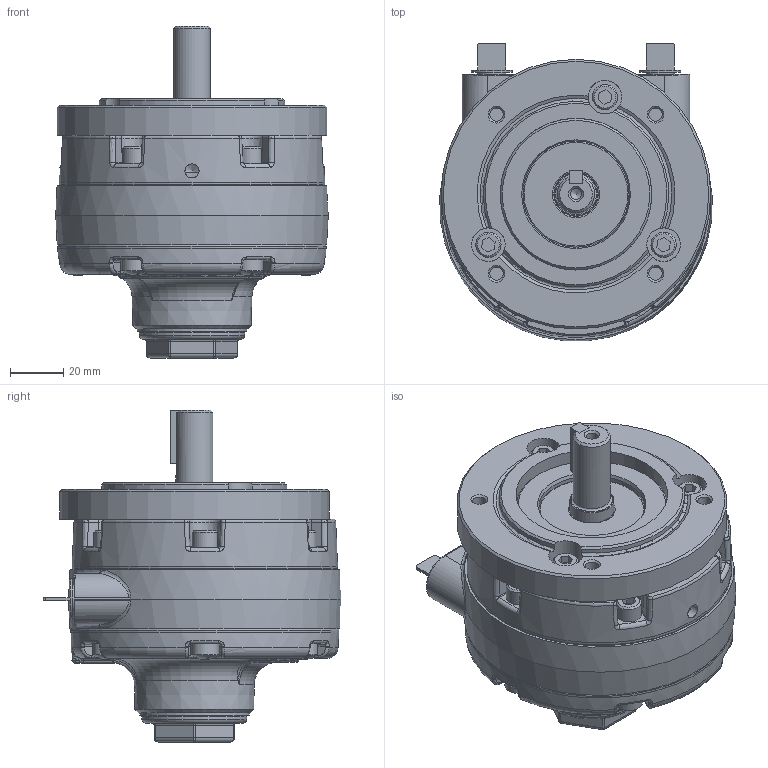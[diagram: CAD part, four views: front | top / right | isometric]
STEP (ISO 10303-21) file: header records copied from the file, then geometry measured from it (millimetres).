
FILE_DESCRIPTION (( 'STEP AP214' ), '1' );
FILE_NAME ('2AM-ARV-93.STEP', '2025-05-05T13:16:34', ( '' ), ( '' ), 'SwSTEP 2.0', 'SolidWorks 2023', '' );
FILE_SCHEMA (( 'AUTOMOTIVE_DESIGN' ));
Length unit declared in the file: millimetre
Products named in the file (31): BB634; B2328; BB631; AM307D; AM467; AS803A; AB136H; AK598; AK630A; 2AM-ARV-93; AB519; AK764; B330; BB652; AE451A; am466; AC728; AK763; AA299J; 2AM-RF3
Assembly tree (29 placements, depth 3):
  AM467
  AK598
  2AM-ARV-93
    2AM-RF3
      AK763
      AA299J
      AC728
      AS803A
      AK630A
      AK764
      AM307D
      B2328
      B330
      B330
      BB631
      BB631
      BB631
      BB631
      BB631
      BB631
      BB634
      BB634
      BB634
      BB634
      BB634
      BB634
      BB652  x3
    AB136H
    AE451A  x2
  AB519
  am466
Bounding box: 102.69 x 112.18 x 125.12 mm (x, y, z)
Volume: 259726.9 mm3; surface area: 117233.7 mm2
Topology: 35 solids, 36 shells, 888 faces, 2103 edges, 1308 vertices
Faces by surface type: plane 296, cylinder 246, bspline 116, cone 108, torus 96, sphere 26
Full cylindrical faces by diameter (mm): 3.264 x1, 4.2 x1, 5.001 x4, 5.105 x3, 5.309 x1, 5.334 x1, 6.35 x15, 7.112 x3, 8.357 x2, 9.525 x9, 10.516 x6, 10.541 x2, 11.75 x2, 12.695 x1, 12.7 x3, 12.705 x1, 14.003 x1, 15.469 x2, 16.688 x2, 19.045 x2, 25.643 x2, 31.242 x1, 31.75 x1, 31.979 x1, 31.993 x1, 33.274 x1, 33.325 x1, 39.624 x1, 40.005 x1, 40.081 x1
Entity records: 30010 total; most frequent: CARTESIAN_POINT 10583, DIRECTION 3654, ORIENTED_EDGE 3516, EDGE_CURVE 1758, AXIS2_PLACEMENT_3D 1578, VERTEX_POINT 1163, EDGE_LOOP 1103, FACE_OUTER_BOUND 944
